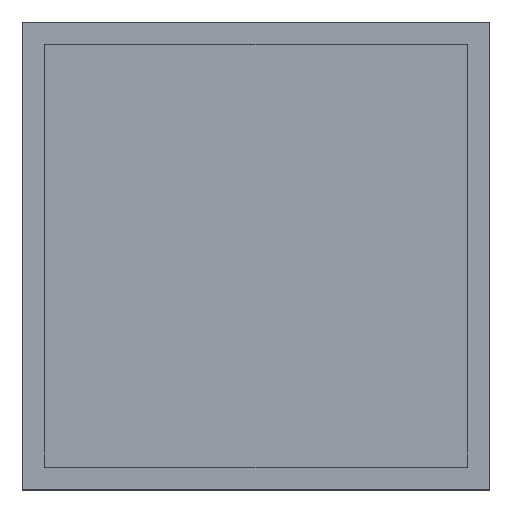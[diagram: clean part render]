
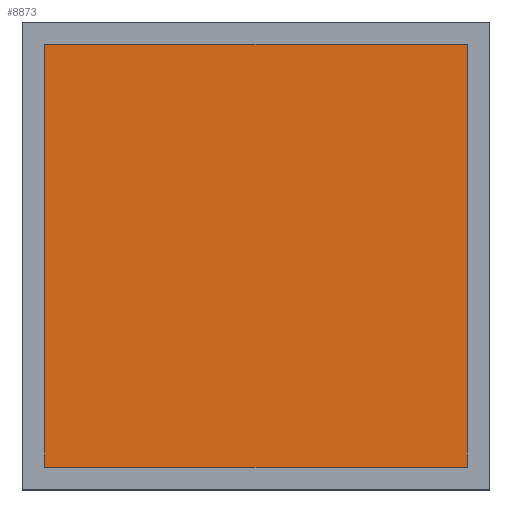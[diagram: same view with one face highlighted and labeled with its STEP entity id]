
A CAD part, top view. The second image highlights one B-rep face of the part: STEP entity #8873.
In plain terms, the highlighted planar face has unit normal (0, 0, 1).
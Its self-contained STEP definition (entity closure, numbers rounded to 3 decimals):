
#1022=FACE_OUTER_BOUND('',#1520,.T.);
#1520=EDGE_LOOP('',(#8025,#8026,#8027,#8028));
#2429=LINE('',#16238,#3364);
#2430=LINE('',#16240,#3365);
#2431=LINE('',#16242,#3366);
#2432=LINE('',#16243,#3367);
#3364=VECTOR('',#10620,10.);
#3365=VECTOR('',#10621,10.);
#3366=VECTOR('',#10622,10.);
#3367=VECTOR('',#10623,10.);
#4242=VERTEX_POINT('',#16236);
#4243=VERTEX_POINT('',#16237);
#4244=VERTEX_POINT('',#16239);
#4245=VERTEX_POINT('',#16241);
#5511=EDGE_CURVE('',#4242,#4243,#2429,.T.);
#5512=EDGE_CURVE('',#4244,#4242,#2430,.T.);
#5513=EDGE_CURVE('',#4245,#4244,#2431,.T.);
#5514=EDGE_CURVE('',#4243,#4245,#2432,.T.);
#8025=ORIENTED_EDGE('',*,*,#5511,.F.);
#8026=ORIENTED_EDGE('',*,*,#5512,.F.);
#8027=ORIENTED_EDGE('',*,*,#5513,.F.);
#8028=ORIENTED_EDGE('',*,*,#5514,.F.);
#8406=PLANE('',#9178);
#8873=ADVANCED_FACE('',(#1022),#8406,.T.);
#9178=AXIS2_PLACEMENT_3D('',#16235,#10618,#10619);
#10618=DIRECTION('center_axis',(0.,0.,1.));
#10619=DIRECTION('ref_axis',(1.,0.,0.));
#10620=DIRECTION('',(-1.,0.,0.));
#10621=DIRECTION('',(0.,-1.,0.));
#10622=DIRECTION('',(1.,0.,0.));
#10623=DIRECTION('',(0.,1.,0.));
#16235=CARTESIAN_POINT('Origin',(19.05,19.05,0.));
#16236=CARTESIAN_POINT('',(38.1,0.,0.));
#16237=CARTESIAN_POINT('',(0.,0.,0.));
#16238=CARTESIAN_POINT('',(0.,0.,0.));
#16239=CARTESIAN_POINT('',(38.1,38.1,0.));
#16240=CARTESIAN_POINT('',(38.1,0.,0.));
#16241=CARTESIAN_POINT('',(0.,38.1,0.));
#16242=CARTESIAN_POINT('',(38.1,38.1,0.));
#16243=CARTESIAN_POINT('',(0.,38.1,0.));
